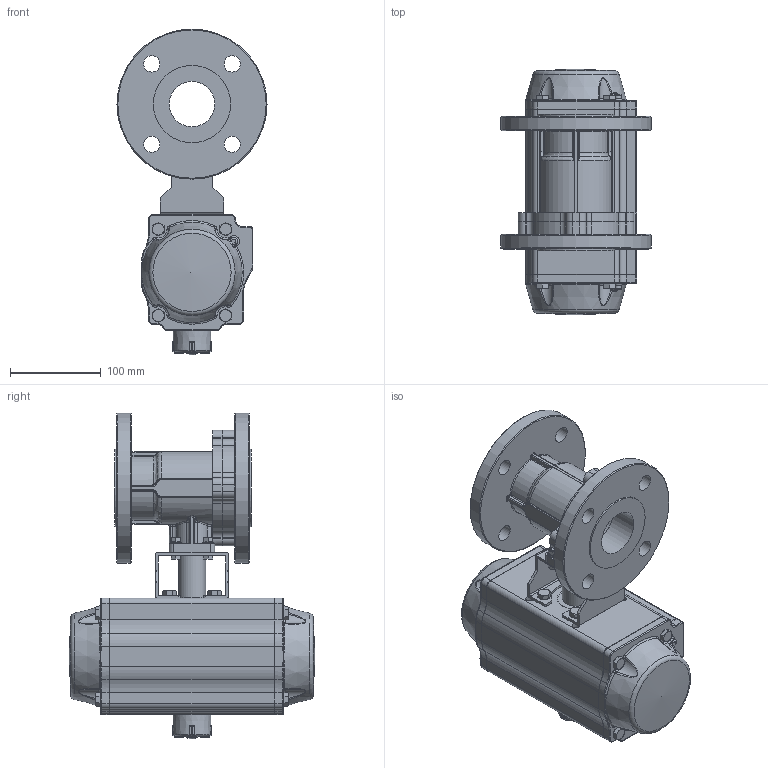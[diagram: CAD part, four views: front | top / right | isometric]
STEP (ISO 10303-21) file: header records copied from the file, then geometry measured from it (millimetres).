
FILE_DESCRIPTION(/* description */ ('Unknown'),/* implementation_level */ '2;1');
FILE_NAME(/* name */ 'FR05 0909-09',/* time_stamp */ '2022-11-15T11:56:18+01:00',/* author */ ('Unknown'),/* organization */ ('Unknown'),/* preprocessor_version */ 'ST-DEVELOPER v16.7',/* originating_system */ 'Solid Edge',/* authorisation */ 'Unknown');
FILE_SCHEMA (('AUTOMOTIVE_DESIGN {1 0 10303 214 3 1 1}'));
Length unit declared in the file: millimetre
Products named in the file (18): FR119-4.150_160.050; 4.150_160.050; DIN558_M_6x20.1.3; Brücke F07-F05; DIN126-M6; WUERTH 03226 hexagonal nut DIN 934  M6 A2 BLK_EDST; DIN 933 M8x16 A2-70 BLK_EDST; 49860316_Spindeladapter Edelstahl_SW17x17x15_Tasche 14x14x13_BL.65_ø3
0; DW06_FR05_(DW160_FR119); ____; ________(___________; _____________; ______; Deckel 1; hexagon head bolts--product grade c gb_GB_FASTENER_BOLT_HHBC M8X40-N; cup head nib bolts with large head gb_GB_FASTENER_BOLT_CHNBW M6X25-N; KP-100; Deckel 2
Assembly tree (38 placements, depth 4):
  FR119-4.150_160.050
    4.150_160.050
    DIN558_M_6x20.1.3  x4
    Brücke F07-F05
    DIN126-M6  x4
    WUERTH 03226 hexagonal nut DIN 934  M6 A2 BLK_EDST  x4
    DIN 933 M8x16 A2-70 BLK_EDST  x4
    49860316_Spindeladapter Edelstahl_SW17x17x15_Tasche 14x14x13_BL.65_ø3
0
    DW06_FR05_(DW160_FR119)
      ____
        ________(___________  x2
        _____________  x2
        ______
      Deckel 1
      hexagon head bolts--product grade c gb_GB_FASTENER_BOLT_HHBC M8X40-N  x8
      cup head nib bolts with large head gb_GB_FASTENER_BOLT_CHNBW M6X25-N
      KP-100
      Deckel 2
Bounding box: 165 x 270.2 x 358.31 mm (x, y, z)
Volume: 4505869.1 mm3; surface area: 440984.9 mm2
Topology: 37 solids, 38 shells, 1577 faces, 3800 edges, 2321 vertices
Faces by surface type: plane 531, cylinder 518, bspline 203, cone 165, torus 139, sphere 21
Full cylindrical faces by diameter (mm): 2.6 x2, 3 x16, 3.3 x8, 4.2 x8, 4.66 x1, 4.917 x6, 5 x1, 6 x5, 6.2 x1, 6.3 x4, 6.6 x4, 6.8 x16, 7 x4, 8 x12, 8.5 x4, 9 x4, 11.8 x2, 12 x4, 13 x4, 18 x8, 24.6 x2, 26.8 x1, 30 x2, 35 x1, 37.2 x1, 38.5 x1, 50 x2, 85 x2, 165 x2
Entity records: 42374 total; most frequent: CARTESIAN_POINT 13612, DIRECTION 5455, ORIENTED_EDGE 5264, EDGE_CURVE 2632, AXIS2_PLACEMENT_3D 2204, VERTEX_POINT 1716, FACE_BOUND 1440, EDGE_LOOP 1410
